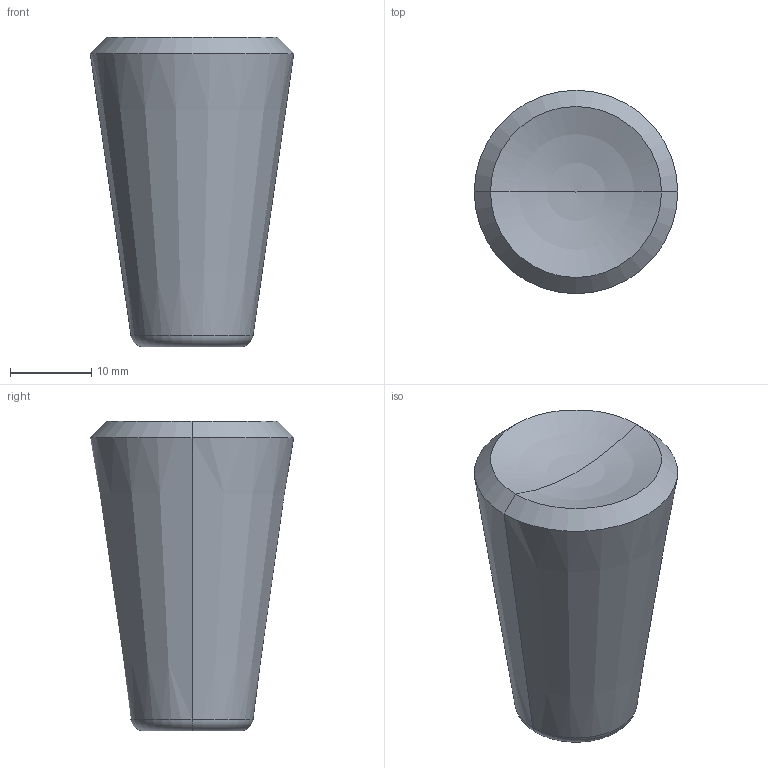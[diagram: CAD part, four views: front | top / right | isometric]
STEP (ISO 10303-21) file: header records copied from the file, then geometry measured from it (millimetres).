
FILE_DESCRIPTION(('STEP AP214'),'1');
FILE_NAME(' ',' ',('TraceParts'),('TraceParts S.A.'),'XStep 1.0',' ',' ');
FILE_SCHEMA(('automotive_design'));
Length unit declared in the file: millimetre
Products named in the file (1): 1
Bounding box: 25 x 25 x 38 mm (x, y, z)
Volume: 11052.6 mm3; surface area: 3396.1 mm2
Topology: 1 solids, 1 shells, 15 faces, 32 edges, 16 vertices
Faces by surface type: cone 8, cylinder 2, torus 2, sphere 2, plane 1
Entity records: 740 total; most frequent: DIRECTION 78, STYLED_ITEM 60, PRESENTATION_STYLE_ASSIGNMENT 60, CARTESIAN_POINT 60, COLOUR_RGB 60, ORIENTED_EDGE 56, AXIS2_PLACEMENT_3D 34, EDGE_CURVE 28
